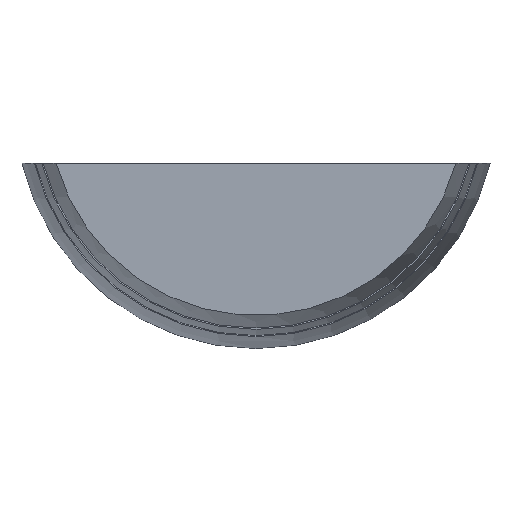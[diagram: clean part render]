
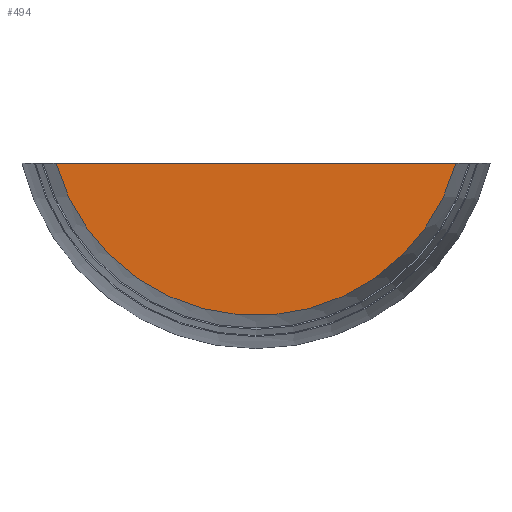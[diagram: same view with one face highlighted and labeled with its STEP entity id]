
A CAD part, front view. The second image highlights one B-rep face of the part: STEP entity #494.
In plain terms, the highlighted planar face has unit normal (0, -1, 0).
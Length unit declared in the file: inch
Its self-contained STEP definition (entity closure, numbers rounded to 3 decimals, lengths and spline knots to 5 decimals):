
#38=CIRCLE('',#535,0.75);
#82=FACE_OUTER_BOUND('',#108,.T.);
#108=EDGE_LOOP('',(#451,#452));
#142=LINE('',#873,#182);
#182=VECTOR('',#622,1.44568);
#228=VERTEX_POINT('',#867);
#229=VERTEX_POINT('',#872);
#292=EDGE_CURVE('',#229,#228,#142,.T.);
#308=EDGE_CURVE('',#228,#229,#38,.T.);
#451=ORIENTED_EDGE('',*,*,#292,.T.);
#452=ORIENTED_EDGE('',*,*,#308,.T.);
#468=PLANE('',#536);
#494=ADVANCED_FACE('',(#82),#468,.T.);
#535=AXIS2_PLACEMENT_3D('',#940,#655,#656);
#536=AXIS2_PLACEMENT_3D('',#941,#657,#658);
#622=DIRECTION('',(-1.,0.,0.));
#655=DIRECTION('center_axis',(0.,-1.,0.));
#656=DIRECTION('ref_axis',(1.,0.,0.));
#657=DIRECTION('center_axis',(0.,-1.,0.));
#658=DIRECTION('ref_axis',(0.,0.,-1.));
#867=CARTESIAN_POINT('',(-0.72284,0.,-0.2));
#872=CARTESIAN_POINT('',(0.72284,0.,-0.2));
#873=CARTESIAN_POINT('',(0.,0.,-0.2));
#940=CARTESIAN_POINT('Origin',(0.,0.,0.));
#941=CARTESIAN_POINT('Origin',(0.,0.,0.));
